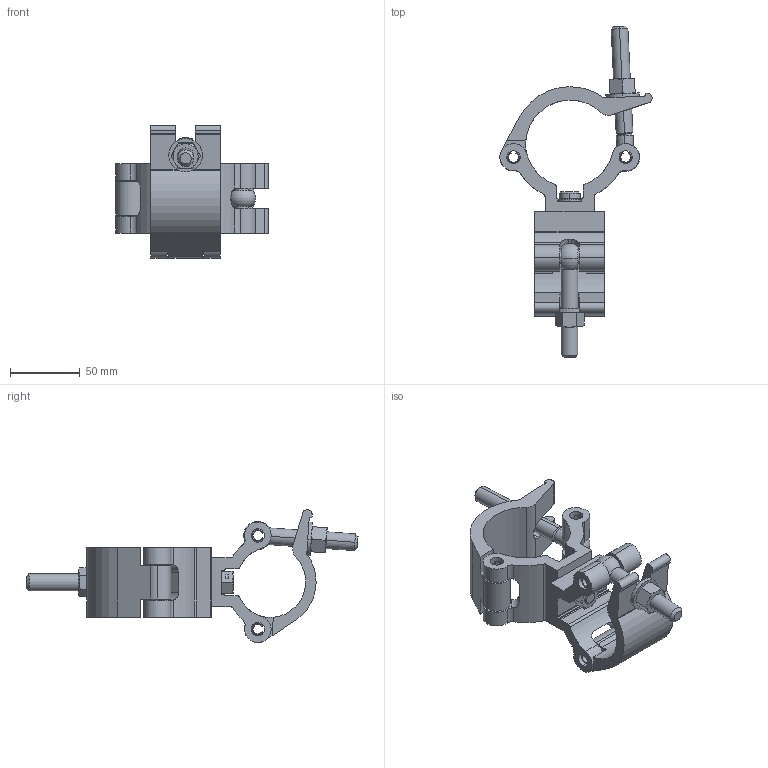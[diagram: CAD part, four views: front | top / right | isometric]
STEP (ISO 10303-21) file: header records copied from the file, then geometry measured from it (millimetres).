
FILE_DESCRIPTION (( 'STEP AP203' ), '1' );
FILE_NAME ('T57435 & T57436.STEP', '2018-08-08T08:02:15', ( '' ), ( '' ), 'SwSTEP 2.0', 'SolidWorks 2016', '' );
FILE_SCHEMA (( 'CONFIG_CONTROL_DESIGN' ));
Length unit declared in the file: millimetre
Products named in the file (21): TH257_TH257; Hex Nut Style 1 GradeAB_Doughty Fastners_Hexagon Nut ISO - 4032 - M12 - D - S; TH2018_TH2018 - 50MM WIDE; T78055; F995; TH733; TH2017_TH2017 - 50MM WIDE; S1931; A Washer_Bright washer BS 4320 - M12 (Form A); Hex Centre Lock Nut GradeAB_Doughty Fastners_BS EN 24032 - M10 - D - S; TH460_TH460; TH2005_TH2005 - 50MM WIDE; spring pin slotted_hd_doughty fastners - stainless_Spring Pin ISO 8752 - 5 x 16St; T57435 & T57436; TH640_TH640; F790; TH566; F997; TH647_TH647; TH2006_TH2006 - 50MM WIDE; T78005_For T57435
Assembly tree (25 placements, depth 3):
  T57435 & T57436
    TH460_TH460
      TH2017_TH2017 - 50MM WIDE
    TH647_TH647
      TH2018_TH2018 - 50MM WIDE
    T78055
      TH733
      A Washer_Bright washer BS 4320 - M12 (Form A)
      Hex Nut Style 1 GradeAB_Doughty Fastners_Hexagon Nut ISO - 4032 - M12 - D - S
    F790  x4
    TH640_TH640
      TH2006_TH2006 - 50MM WIDE
    TH257_TH257
      TH2005_TH2005 - 50MM WIDE
    T78005_For T57435
      TH566
      A Washer_Bright washer BS 4320 - M12 (Form A)
      Hex Nut Style 1 GradeAB_Doughty Fastners_Hexagon Nut ISO - 4032 - M12 - D - S
    F995
    spring pin slotted_hd_doughty fastners - stainless_Spring Pin ISO 8752 - 5 x 16St
    Hex Centre Lock Nut GradeAB_Doughty Fastners_BS EN 24032 - M10 - D - S
    S1931
    F997
Bounding box: 109.04 x 237.97 x 95.21 mm (x, y, z)
Volume: 235911.2 mm3; surface area: 92914.3 mm2
Topology: 19 solids, 19 shells, 595 faces, 1400 edges, 847 vertices
Faces by surface type: cone 221, cylinder 218, plane 149, torus 4, sphere 3
Entity records: 16796 total; most frequent: CARTESIAN_POINT 3135, DIRECTION 2553, ORIENTED_EDGE 2258, EDGE_CURVE 1129, AXIS2_PLACEMENT_3D 1009, VERTEX_POINT 691, VECTOR 535, LINE 535
